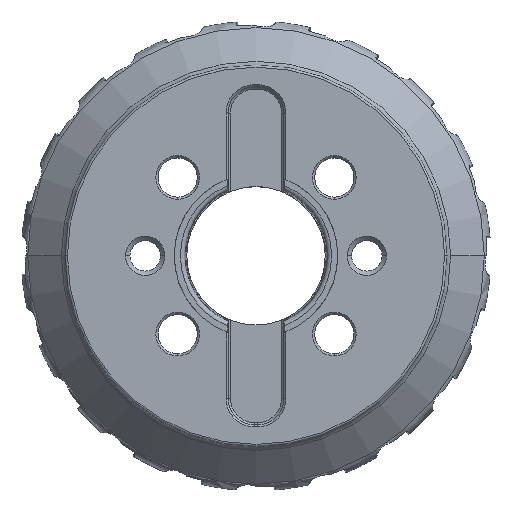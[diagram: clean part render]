
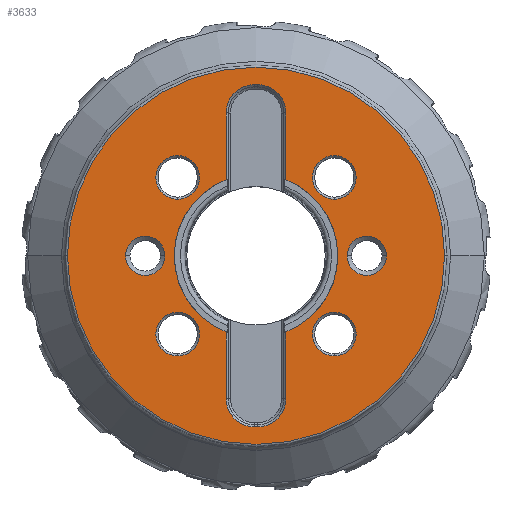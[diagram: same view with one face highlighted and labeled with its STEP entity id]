
A CAD part, top view. The second image highlights one B-rep face of the part: STEP entity #3633.
In plain terms, the highlighted planar face has unit normal (0, 0, 1).
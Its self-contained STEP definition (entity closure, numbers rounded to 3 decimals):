
#645=FACE_BOUND('',#9504,.T.);
#646=FACE_BOUND('',#9505,.T.);
#647=FACE_BOUND('',#9506,.T.);
#648=FACE_BOUND('',#9507,.T.);
#649=FACE_BOUND('',#9508,.T.);
#650=FACE_BOUND('',#9509,.T.);
#651=FACE_BOUND('',#9510,.T.);
#652=FACE_BOUND('',#9511,.T.);
#2532=PLANE('',#49913);
#3633=ADVANCED_FACE('',(#645,#646,#647,#648,#649,#650,#651,#652),#2532,
 .T.);
#9504=EDGE_LOOP('',(#20082,#20083));
#9505=EDGE_LOOP('',(#20084,#20085));
#9506=EDGE_LOOP('',(#20086,#20087));
#9507=EDGE_LOOP('',(#20088,#20089));
#9508=EDGE_LOOP('',(#20090,#20091));
#9509=EDGE_LOOP('',(#20092,#20093));
#9510=EDGE_LOOP('',(#20094,#20095));
#9511=EDGE_LOOP('',(#20096,#20097,#20098,#20099,#20100,#20101,#20102,#20103,
#20104,#20105,#20106,#20107));
#12389=LINE('',#77279,#14507);
#12390=LINE('',#77309,#14508);
#12391=LINE('',#77315,#14509);
#12392=LINE('',#77319,#14510);
#12393=LINE('',#77323,#14511);
#12394=LINE('',#77327,#14512);
#14507=VECTOR('',#55207,1.);
#14508=VECTOR('',#55238,1.);
#14509=VECTOR('',#55243,1.);
#14510=VECTOR('',#55246,1.);
#14511=VECTOR('',#55249,1.);
#14512=VECTOR('',#55252,1.);
#16879=CIRCLE('',#49893,86.5);
#16880=CIRCLE('',#49894,86.5);
#16881=CIRCLE('',#49895,10.);
#16882=CIRCLE('',#49896,10.);
#16883=CIRCLE('',#49897,10.);
#16884=CIRCLE('',#49898,10.);
#16885=CIRCLE('',#49899,10.);
#16886=CIRCLE('',#49900,10.);
#16887=CIRCLE('',#49901,10.);
#16888=CIRCLE('',#49902,10.);
#16889=CIRCLE('',#49903,9.);
#16890=CIRCLE('',#49904,9.);
#16891=CIRCLE('',#49905,9.);
#16892=CIRCLE('',#49906,9.);
#16893=CIRCLE('',#49907,13.);
#16894=CIRCLE('',#49908,13.);
#16895=CIRCLE('',#49909,37.5);
#16896=CIRCLE('',#49910,13.);
#16897=CIRCLE('',#49911,13.);
#16898=CIRCLE('',#49912,37.5);
#20082=ORIENTED_EDGE('',*,*,#39246,.T.);
#20083=ORIENTED_EDGE('',*,*,#39247,.T.);
#20084=ORIENTED_EDGE('',*,*,#39248,.F.);
#20085=ORIENTED_EDGE('',*,*,#39249,.F.);
#20086=ORIENTED_EDGE('',*,*,#39250,.F.);
#20087=ORIENTED_EDGE('',*,*,#39251,.F.);
#20088=ORIENTED_EDGE('',*,*,#39252,.F.);
#20089=ORIENTED_EDGE('',*,*,#39253,.F.);
#20090=ORIENTED_EDGE('',*,*,#39254,.F.);
#20091=ORIENTED_EDGE('',*,*,#39255,.F.);
#20092=ORIENTED_EDGE('',*,*,#39256,.F.);
#20093=ORIENTED_EDGE('',*,*,#39257,.F.);
#20094=ORIENTED_EDGE('',*,*,#39258,.F.);
#20095=ORIENTED_EDGE('',*,*,#39259,.F.);
#20096=ORIENTED_EDGE('',*,*,#39260,.T.);
#20097=ORIENTED_EDGE('',*,*,#39261,.F.);
#20098=ORIENTED_EDGE('',*,*,#39245,.T.);
#20099=ORIENTED_EDGE('',*,*,#39262,.F.);
#20100=ORIENTED_EDGE('',*,*,#39263,.T.);
#20101=ORIENTED_EDGE('',*,*,#39264,.F.);
#20102=ORIENTED_EDGE('',*,*,#39265,.T.);
#20103=ORIENTED_EDGE('',*,*,#39266,.F.);
#20104=ORIENTED_EDGE('',*,*,#39267,.T.);
#20105=ORIENTED_EDGE('',*,*,#39268,.F.);
#20106=ORIENTED_EDGE('',*,*,#39269,.T.);
#20107=ORIENTED_EDGE('',*,*,#39270,.F.);
#34463=VERTEX_POINT('',#77276);
#34464=VERTEX_POINT('',#77278);
#34465=VERTEX_POINT('',#77282);
#34466=VERTEX_POINT('',#77283);
#34467=VERTEX_POINT('',#77286);
#34468=VERTEX_POINT('',#77287);
#34469=VERTEX_POINT('',#77290);
#34470=VERTEX_POINT('',#77291);
#34471=VERTEX_POINT('',#77294);
#34472=VERTEX_POINT('',#77295);
#34473=VERTEX_POINT('',#77298);
#34474=VERTEX_POINT('',#77299);
#34475=VERTEX_POINT('',#77302);
#34476=VERTEX_POINT('',#77303);
#34477=VERTEX_POINT('',#77306);
#34478=VERTEX_POINT('',#77307);
#34479=VERTEX_POINT('',#77310);
#34480=VERTEX_POINT('',#77311);
#34481=VERTEX_POINT('',#77314);
#34482=VERTEX_POINT('',#77316);
#34483=VERTEX_POINT('',#77318);
#34484=VERTEX_POINT('',#77320);
#34485=VERTEX_POINT('',#77322);
#34486=VERTEX_POINT('',#77324);
#34487=VERTEX_POINT('',#77326);
#34488=VERTEX_POINT('',#77328);
#39245=EDGE_CURVE('',#34463,#34464,#12389,.T.);
#39246=EDGE_CURVE('',#34465,#34466,#16879,.T.);
#39247=EDGE_CURVE('',#34466,#34465,#16880,.T.);
#39248=EDGE_CURVE('',#34467,#34468,#16881,.T.);
#39249=EDGE_CURVE('',#34468,#34467,#16882,.T.);
#39250=EDGE_CURVE('',#34469,#34470,#16883,.T.);
#39251=EDGE_CURVE('',#34470,#34469,#16884,.T.);
#39252=EDGE_CURVE('',#34471,#34472,#16885,.T.);
#39253=EDGE_CURVE('',#34472,#34471,#16886,.T.);
#39254=EDGE_CURVE('',#34473,#34474,#16887,.T.);
#39255=EDGE_CURVE('',#34474,#34473,#16888,.T.);
#39256=EDGE_CURVE('',#34475,#34476,#16889,.T.);
#39257=EDGE_CURVE('',#34476,#34475,#16890,.T.);
#39258=EDGE_CURVE('',#34477,#34478,#16891,.T.);
#39259=EDGE_CURVE('',#34478,#34477,#16892,.T.);
#39260=EDGE_CURVE('',#34479,#34480,#12390,.T.);
#39261=EDGE_CURVE('',#34463,#34480,#16893,.T.);
#39262=EDGE_CURVE('',#34481,#34464,#16894,.T.);
#39263=EDGE_CURVE('',#34481,#34482,#12391,.T.);
#39264=EDGE_CURVE('',#34483,#34482,#16895,.T.);
#39265=EDGE_CURVE('',#34483,#34484,#12392,.T.);
#39266=EDGE_CURVE('',#34485,#34484,#16896,.T.);
#39267=EDGE_CURVE('',#34485,#34486,#12393,.T.);
#39268=EDGE_CURVE('',#34487,#34486,#16897,.T.);
#39269=EDGE_CURVE('',#34487,#34488,#12394,.T.);
#39270=EDGE_CURVE('',#34479,#34488,#16898,.T.);
#49893=AXIS2_PLACEMENT_3D('',#77281,#55210,#55211);
#49894=AXIS2_PLACEMENT_3D('',#77284,#55212,#55213);
#49895=AXIS2_PLACEMENT_3D('',#77285,#55214,#55215);
#49896=AXIS2_PLACEMENT_3D('',#77288,#55216,#55217);
#49897=AXIS2_PLACEMENT_3D('',#77289,#55218,#55219);
#49898=AXIS2_PLACEMENT_3D('',#77292,#55220,#55221);
#49899=AXIS2_PLACEMENT_3D('',#77293,#55222,#55223);
#49900=AXIS2_PLACEMENT_3D('',#77296,#55224,#55225);
#49901=AXIS2_PLACEMENT_3D('',#77297,#55226,#55227);
#49902=AXIS2_PLACEMENT_3D('',#77300,#55228,#55229);
#49903=AXIS2_PLACEMENT_3D('',#77301,#55230,#55231);
#49904=AXIS2_PLACEMENT_3D('',#77304,#55232,#55233);
#49905=AXIS2_PLACEMENT_3D('',#77305,#55234,#55235);
#49906=AXIS2_PLACEMENT_3D('',#77308,#55236,#55237);
#49907=AXIS2_PLACEMENT_3D('',#77312,#55239,#55240);
#49908=AXIS2_PLACEMENT_3D('',#77313,#55241,#55242);
#49909=AXIS2_PLACEMENT_3D('',#77317,#55244,#55245);
#49910=AXIS2_PLACEMENT_3D('',#77321,#55247,#55248);
#49911=AXIS2_PLACEMENT_3D('',#77325,#55250,#55251);
#49912=AXIS2_PLACEMENT_3D('',#77329,#55253,#55254);
#49913=AXIS2_PLACEMENT_3D('',#77330,#55255,#55256);
#55207=DIRECTION('',(1.,0.,0.));
#55210=DIRECTION('',(0.,0.,1.));
#55211=DIRECTION('',(-1.,0.,0.));
#55212=DIRECTION('',(0.,0.,1.));
#55213=DIRECTION('',(1.,0.,0.));
#55214=DIRECTION('',(0.,0.,1.));
#55215=DIRECTION('',(0.,-1.,0.));
#55216=DIRECTION('',(0.,0.,1.));
#55217=DIRECTION('',(0.,1.,0.));
#55218=DIRECTION('',(0.,0.,1.));
#55219=DIRECTION('',(0.,1.,0.));
#55220=DIRECTION('',(0.,0.,1.));
#55221=DIRECTION('',(0.,-1.,0.));
#55222=DIRECTION('',(0.,0.,1.));
#55223=DIRECTION('',(0.,1.,0.));
#55224=DIRECTION('',(0.,0.,1.));
#55225=DIRECTION('',(0.,-1.,0.));
#55226=DIRECTION('',(0.,0.,1.));
#55227=DIRECTION('',(0.,-1.,0.));
#55228=DIRECTION('',(0.,0.,1.));
#55229=DIRECTION('',(0.,1.,0.));
#55230=DIRECTION('',(0.,0.,1.));
#55231=DIRECTION('',(-1.,0.,0.));
#55232=DIRECTION('',(0.,0.,1.));
#55233=DIRECTION('',(1.,0.,0.));
#55234=DIRECTION('',(0.,0.,1.));
#55235=DIRECTION('',(-1.,0.,0.));
#55236=DIRECTION('',(0.,0.,1.));
#55237=DIRECTION('',(1.,0.,0.));
#55238=DIRECTION('',(0.,1.,0.));
#55239=DIRECTION('',(0.,0.,1.));
#55240=DIRECTION('',(0.,1.,0.));
#55241=DIRECTION('',(0.,0.,1.));
#55242=DIRECTION('',(1.,0.,0.));
#55243=DIRECTION('',(0.,-1.,0.));
#55244=DIRECTION('',(0.,0.,1.));
#55245=DIRECTION('',(0.365,-0.931,0.));
#55246=DIRECTION('',(0.,-1.,0.));
#55247=DIRECTION('',(0.,0.,1.));
#55248=DIRECTION('',(0.,-1.,0.));
#55249=DIRECTION('',(-1.,0.,0.));
#55250=DIRECTION('',(0.,0.,1.));
#55251=DIRECTION('',(-1.,0.,0.));
#55252=DIRECTION('',(0.,1.,0.));
#55253=DIRECTION('',(0.,0.,1.));
#55254=DIRECTION('',(-0.365,0.931,0.));
#55255=DIRECTION('',(0.,0.,1.));
#55256=DIRECTION('',(-1.,0.,0.));
#77276=CARTESIAN_POINT('',(-0.7,78.5,0.));
#77278=CARTESIAN_POINT('',(0.7,78.5,0.));
#77279=CARTESIAN_POINT('',(-0.7,78.5,0.));
#77281=CARTESIAN_POINT('',(0.,0.,0.));
#77282=CARTESIAN_POINT('',(-86.5,0.,0.));
#77283=CARTESIAN_POINT('',(86.5,0.,0.));
#77284=CARTESIAN_POINT('',(0.,0.,0.));
#77285=CARTESIAN_POINT('',(-35.921,35.921,0.));
#77286=CARTESIAN_POINT('',(-35.921,25.921,0.));
#77287=CARTESIAN_POINT('',(-35.921,45.921,0.));
#77288=CARTESIAN_POINT('',(-35.921,35.921,0.));
#77289=CARTESIAN_POINT('',(35.921,-35.921,0.));
#77290=CARTESIAN_POINT('',(35.921,-25.921,0.));
#77291=CARTESIAN_POINT('',(35.921,-45.921,0.));
#77292=CARTESIAN_POINT('',(35.921,-35.921,0.));
#77293=CARTESIAN_POINT('',(35.921,35.921,0.));
#77294=CARTESIAN_POINT('',(35.921,45.921,0.));
#77295=CARTESIAN_POINT('',(35.921,25.921,0.));
#77296=CARTESIAN_POINT('',(35.921,35.921,0.));
#77297=CARTESIAN_POINT('',(-35.921,-35.921,0.));
#77298=CARTESIAN_POINT('',(-35.921,-45.921,0.));
#77299=CARTESIAN_POINT('',(-35.921,-25.921,0.));
#77300=CARTESIAN_POINT('',(-35.921,-35.921,0.));
#77301=CARTESIAN_POINT('',(-50.8,0.,0.));
#77302=CARTESIAN_POINT('',(-59.8,0.,0.));
#77303=CARTESIAN_POINT('',(-41.8,0.,0.));
#77304=CARTESIAN_POINT('',(-50.8,0.,0.));
#77305=CARTESIAN_POINT('',(50.8,0.,0.));
#77306=CARTESIAN_POINT('',(41.8,0.,0.));
#77307=CARTESIAN_POINT('',(59.8,0.,0.));
#77308=CARTESIAN_POINT('',(50.8,0.,0.));
#77309=CARTESIAN_POINT('',(-13.7,34.908,0.));
#77310=CARTESIAN_POINT('',(-13.7,34.908,0.));
#77311=CARTESIAN_POINT('',(-13.7,65.5,0.));
#77312=CARTESIAN_POINT('',(-0.7,65.5,0.));
#77313=CARTESIAN_POINT('',(0.7,65.5,0.));
#77314=CARTESIAN_POINT('',(13.7,65.5,0.));
#77315=CARTESIAN_POINT('',(13.7,65.5,0.));
#77316=CARTESIAN_POINT('',(13.7,34.908,0.));
#77317=CARTESIAN_POINT('',(0.,0.,0.));
#77318=CARTESIAN_POINT('',(13.7,-34.908,0.));
#77319=CARTESIAN_POINT('',(13.7,-34.908,0.));
#77320=CARTESIAN_POINT('',(13.7,-65.5,0.));
#77321=CARTESIAN_POINT('',(0.7,-65.5,0.));
#77322=CARTESIAN_POINT('',(0.7,-78.5,0.));
#77323=CARTESIAN_POINT('',(0.7,-78.5,0.));
#77324=CARTESIAN_POINT('',(-0.7,-78.5,0.));
#77325=CARTESIAN_POINT('',(-0.7,-65.5,0.));
#77326=CARTESIAN_POINT('',(-13.7,-65.5,0.));
#77327=CARTESIAN_POINT('',(-13.7,-65.5,0.));
#77328=CARTESIAN_POINT('',(-13.7,-34.908,0.));
#77329=CARTESIAN_POINT('',(0.,0.,0.));
#77330=CARTESIAN_POINT('',(0.,0.,0.));
